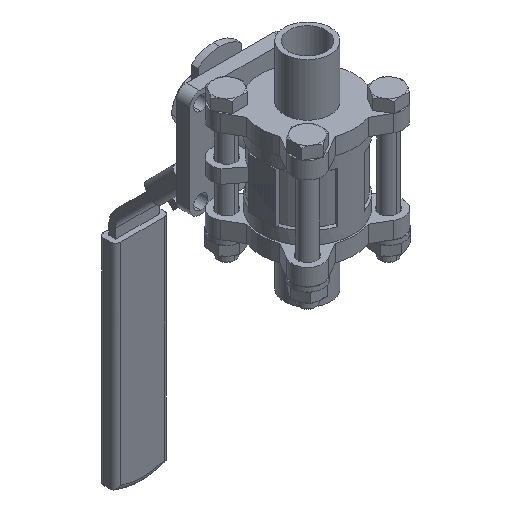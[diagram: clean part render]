
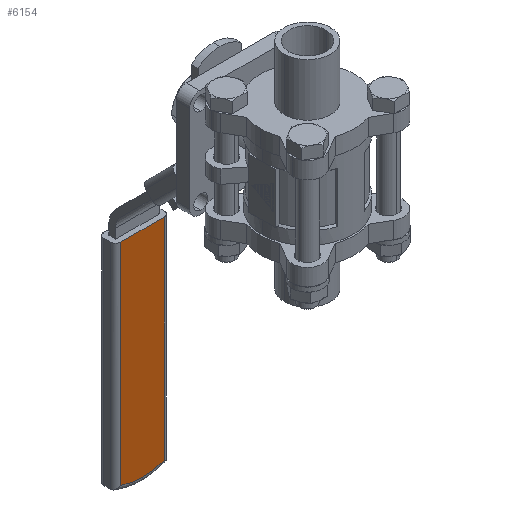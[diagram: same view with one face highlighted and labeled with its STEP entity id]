
A CAD part, isometric view. The second image highlights one B-rep face of the part: STEP entity #6154.
In plain terms, the highlighted planar face has unit normal (0, -1, 0).
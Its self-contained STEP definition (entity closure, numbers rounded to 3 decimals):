
#4496 = FACE_OUTER_BOUND ( 'NONE', #19955, .T. ) ;
#6154 = ADVANCED_FACE ( 'NONE', ( #4496 ), #7435, .F. ) ;
#6715 = AXIS2_PLACEMENT_3D ( 'NONE', #7431, #7437, #7438 ) ;
#7431 = CARTESIAN_POINT ( 'NONE',  ( 6.5, 21., -39.699 ) ) ;
#7435 = PLANE ( 'NONE',  #6715 ) ;
#7437 = DIRECTION ( 'NONE',  ( 0., 1., 0. ) ) ;
#7438 = DIRECTION ( 'NONE',  ( 0., 0., 1. ) ) ;
#9688 = CARTESIAN_POINT ( 'NONE',  ( 6.5, 21., -41.199 ) ) ;
#9691 = CARTESIAN_POINT ( 'NONE',  ( 6.5, 21., -103.78 ) ) ;
#9692 = CARTESIAN_POINT ( 'NONE',  ( -6.5, 21., -103.78 ) ) ;
#9693 = CARTESIAN_POINT ( 'NONE',  ( -6.5, 21., -41.199 ) ) ;
#10477 = LINE ( 'NONE', #11221, #10479 ) ;
#10478 = CIRCLE ( 'NONE', #12668, 18.958 ) ;
#10479 = VECTOR ( 'NONE', #11216, 1000. ) ;
#10492 = LINE ( 'NONE', #11297, #10495 ) ;
#10494 = LINE ( 'NONE', #11299, #10497 ) ;
#10495 = VECTOR ( 'NONE', #11298, 1000. ) ;
#10497 = VECTOR ( 'NONE', #11300, 1000. ) ;
#11216 = DIRECTION ( 'NONE',  ( -1., 0., 0. ) ) ;
#11221 = CARTESIAN_POINT ( 'NONE',  ( 8., 21., -41.199 ) ) ;
#11254 = CARTESIAN_POINT ( 'NONE',  ( 0., 21., -85.971 ) ) ;
#11255 = DIRECTION ( 'NONE',  ( 0., -1., 0. ) ) ;
#11256 = DIRECTION ( 'NONE',  ( 0., 0., 1. ) ) ;
#11297 = CARTESIAN_POINT ( 'NONE',  ( -6.5, 21., -104.8 ) ) ;
#11298 = DIRECTION ( 'NONE',  ( 0., 0., -1. ) ) ;
#11299 = CARTESIAN_POINT ( 'NONE',  ( 6.5, 21., -41.199 ) ) ;
#11300 = DIRECTION ( 'NONE',  ( 0., 0., 1. ) ) ;
#12668 = AXIS2_PLACEMENT_3D ( 'NONE', #11254, #11255, #11256 ) ;
#14971 = ORIENTED_EDGE ( 'NONE', *, *, #16747, .T. ) ;
#14972 = ORIENTED_EDGE ( 'NONE', *, *, #16775, .T. ) ;
#14973 = ORIENTED_EDGE ( 'NONE', *, *, #16759, .T. ) ;
#14974 = ORIENTED_EDGE ( 'NONE', *, *, #16777, .T. ) ;
#15281 = VERTEX_POINT ( 'NONE', #9688 ) ;
#15284 = VERTEX_POINT ( 'NONE', #9691 ) ;
#15285 = VERTEX_POINT ( 'NONE', #9692 ) ;
#15286 = VERTEX_POINT ( 'NONE', #9693 ) ;
#16747 = EDGE_CURVE ( 'NONE', #15281, #15286, #10477, .T. ) ;
#16759 = EDGE_CURVE ( 'NONE', #15285, #15284, #10478, .T. ) ;
#16775 = EDGE_CURVE ( 'NONE', #15286, #15285, #10492, .T. ) ;
#16777 = EDGE_CURVE ( 'NONE', #15284, #15281, #10494, .T. ) ;
#19955 = EDGE_LOOP ( 'NONE', ( #14971, #14972, #14973, #14974 ) ) ;
